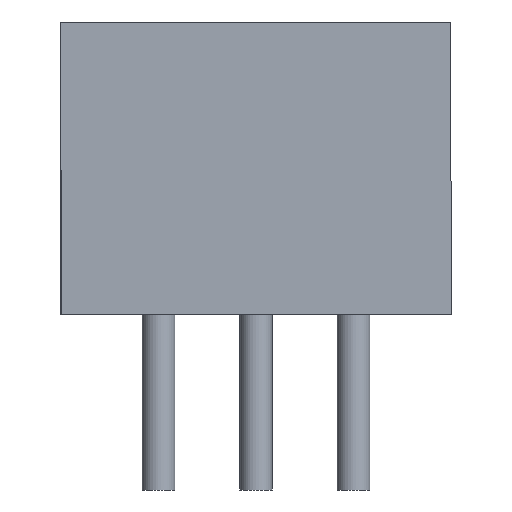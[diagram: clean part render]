
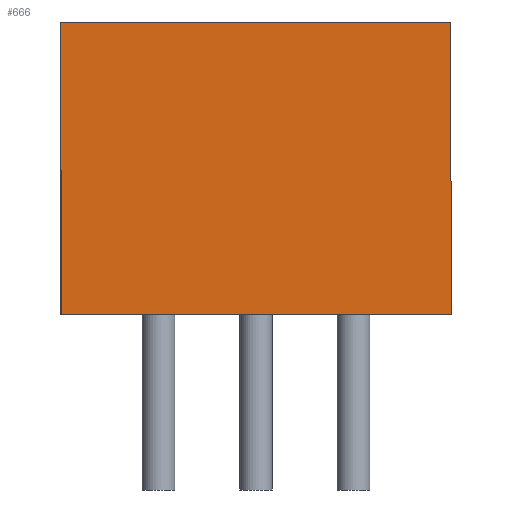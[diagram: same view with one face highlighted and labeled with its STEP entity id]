
A CAD part, front view. The second image highlights one B-rep face of the part: STEP entity #666.
In plain terms, the highlighted planar face has unit normal (0, -1, 0).
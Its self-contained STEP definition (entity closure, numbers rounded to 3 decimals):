
#16=LINE('',#958,#94);
#23=LINE('',#980,#101);
#40=LINE('',#1014,#118);
#42=LINE('',#1017,#120);
#94=VECTOR('',#778,1000.);
#101=VECTOR('',#797,1000.);
#118=VECTOR('',#818,1000.);
#120=VECTOR('',#822,1000.);
#176=PLANE('',#729);
#224=FACE_OUTER_BOUND('',#269,.T.);
#269=EDGE_LOOP('',(#513,#514,#515,#516));
#322=VERTEX_POINT('',#955);
#323=VERTEX_POINT('',#957);
#332=VERTEX_POINT('',#979);
#347=VERTEX_POINT('',#1012);
#386=EDGE_CURVE('',#323,#322,#16,.T.);
#396=EDGE_CURVE('',#323,#332,#23,.T.);
#413=EDGE_CURVE('',#322,#347,#40,.T.);
#415=EDGE_CURVE('',#332,#347,#42,.T.);
#513=ORIENTED_EDGE('',*,*,#413,.T.);
#514=ORIENTED_EDGE('',*,*,#415,.F.);
#515=ORIENTED_EDGE('',*,*,#396,.F.);
#516=ORIENTED_EDGE('',*,*,#386,.T.);
#666=ADVANCED_FACE('',(#224),#176,.F.);
#729=AXIS2_PLACEMENT_3D('',#1016,#820,#821);
#778=DIRECTION('',(1.,0.,0.));
#797=DIRECTION('',(0.,0.,1.));
#818=DIRECTION('',(0.,0.,1.));
#820=DIRECTION('center_axis',(0.,1.,0.));
#821=DIRECTION('ref_axis',(0.,0.,-1.));
#822=DIRECTION('',(1.,0.,0.));
#955=CARTESIAN_POINT('',(4.466,-2.188,0.));
#957=CARTESIAN_POINT('',(-1.534,-2.188,0.));
#958=CARTESIAN_POINT('',(-1.534,-2.188,0.));
#979=CARTESIAN_POINT('',(-1.534,-2.188,4.5));
#980=CARTESIAN_POINT('',(-1.534,-2.188,0.));
#1012=CARTESIAN_POINT('',(4.466,-2.188,4.5));
#1014=CARTESIAN_POINT('',(4.466,-2.188,0.));
#1016=CARTESIAN_POINT('Origin',(-1.534,-2.188,0.));
#1017=CARTESIAN_POINT('',(-1.534,-2.188,4.5));
